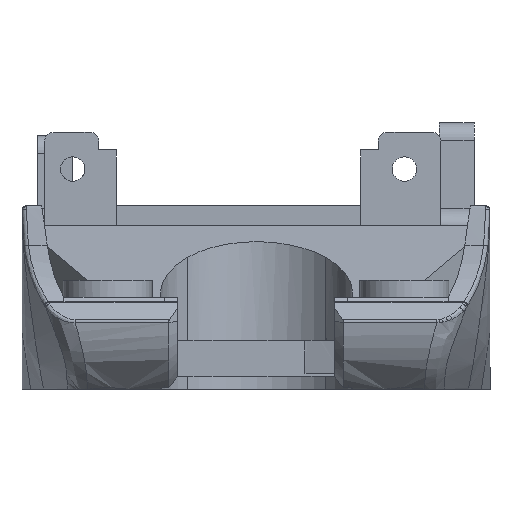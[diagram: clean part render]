
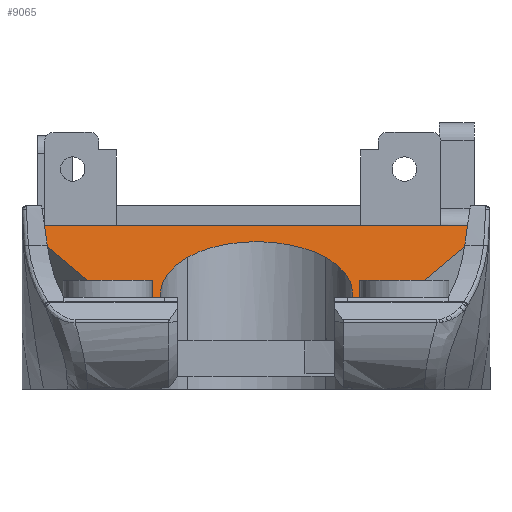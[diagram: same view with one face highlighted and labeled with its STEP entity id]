
A CAD part, front view. The second image highlights one B-rep face of the part: STEP entity #9065.
In plain terms, the highlighted planar face has unit normal (0, -0.445, 0.896).
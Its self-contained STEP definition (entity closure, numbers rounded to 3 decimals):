
#97 =( BOUNDED_CURVE ( )  B_SPLINE_CURVE ( 3, ( #5068, #9993, #521, #14481 ),
 .UNSPECIFIED., .F., .T. ) 
 B_SPLINE_CURVE_WITH_KNOTS ( ( 4, 4 ),
 ( 1.571, 2.294 ),
 .UNSPECIFIED. ) 
 CURVE ( )  GEOMETRIC_REPRESENTATION_ITEM ( )  RATIONAL_B_SPLINE_CURVE ( ( 1., 0.957, 0.957, 1. ) ) 
 REPRESENTATION_ITEM ( '' )  );
#113 = ORIENTED_EDGE ( 'NONE', *, *, #2034, .F. ) ;
#253 = VERTEX_POINT ( 'NONE', #5336 ) ;
#334 = ORIENTED_EDGE ( 'NONE', *, *, #5959, .F. ) ;
#369 = LINE ( 'NONE', #14392, #15113 ) ;
#399 = CARTESIAN_POINT ( 'NONE',  ( -92.408, -48.899, -63.535 ) ) ;
#521 = CARTESIAN_POINT ( 'NONE',  ( -72.585, -48.899, -63.535 ) ) ;
#679 = ORIENTED_EDGE ( 'NONE', *, *, #2890, .F. ) ;
#1170 = VECTOR ( 'NONE', #1304, 1000. ) ;
#1304 = DIRECTION ( 'NONE',  ( -1., 0., 0. ) ) ;
#1495 = VERTEX_POINT ( 'NONE', #14901 ) ;
#1526 = CARTESIAN_POINT ( 'NONE',  ( -99.534, -55.85, -66.985 ) ) ;
#1607 = AXIS2_PLACEMENT_3D ( 'NONE', #2056, #3137, #14781 ) ;
#1779 = CARTESIAN_POINT ( 'NONE',  ( -67.839, -58.7, -68.4 ) ) ;
#2034 = EDGE_CURVE ( 'NONE', #11381, #11192, #2547, .T. ) ;
#2056 = CARTESIAN_POINT ( 'NONE',  ( 444.763, -58.7, -68.4 ) ) ;
#2072 = DIRECTION ( 'NONE',  ( 1., 0., 0. ) ) ;
#2116 = VECTOR ( 'NONE', #10825, 1000. ) ;
#2205 = ORIENTED_EDGE ( 'NONE', *, *, #8907, .F. ) ;
#2210 = CARTESIAN_POINT ( 'NONE',  ( -57.572, -42.196, -60.208 ) ) ;
#2527 = LINE ( 'NONE', #1526, #5358 ) ;
#2547 = LINE ( 'NONE', #4010, #11112 ) ;
#2575 = ORIENTED_EDGE ( 'NONE', *, *, #14680, .F. ) ;
#2592 = DIRECTION ( 'NONE',  ( 0., -0.896, -0.445 ) ) ;
#2653 =( BOUNDED_CURVE ( )  B_SPLINE_CURVE ( 3, ( #6666, #2978, #6596, #8986 ),
 .UNSPECIFIED., .F., .T. ) 
 B_SPLINE_CURVE_WITH_KNOTS ( ( 4, 4 ),
 ( 2.294, 3.99 ),
 .UNSPECIFIED. ) 
 CURVE ( )  GEOMETRIC_REPRESENTATION_ITEM ( )  RATIONAL_B_SPLINE_CURVE ( ( 1., 0.774, 0.774, 1. ) ) 
 REPRESENTATION_ITEM ( '' )  );
#2684 = VERTEX_POINT ( 'NONE', #12919 ) ;
#2722 = ORIENTED_EDGE ( 'NONE', *, *, #5038, .F. ) ;
#2860 = CARTESIAN_POINT ( 'NONE',  ( -93.497, -58.7, -68.4 ) ) ;
#2890 = EDGE_CURVE ( 'NONE', #4360, #2684, #8674, .T. ) ;
#2978 = CARTESIAN_POINT ( 'NONE',  ( -79.106, -41.505, -59.865 ) ) ;
#3137 = DIRECTION ( 'NONE',  ( 0., 0.445, -0.896 ) ) ;
#3861 = CARTESIAN_POINT ( 'NONE',  ( -94.995, -58.7, -68.4 ) ) ;
#3872 = ORIENTED_EDGE ( 'NONE', *, *, #6562, .F. ) ;
#4010 = CARTESIAN_POINT ( 'NONE',  ( -93.497, -58.7, -68.4 ) ) ;
#4108 = EDGE_CURVE ( 'NONE', #12990, #9339, #6538, .T. ) ;
#4186 = CARTESIAN_POINT ( 'NONE',  ( -71.497, -54.858, -66.493 ) ) ;
#4360 = VERTEX_POINT ( 'NONE', #8306 ) ;
#4815 =( BOUNDED_CURVE ( )  B_SPLINE_CURVE ( 3, ( #12820, #6945, #9569, #8346 ),
 .UNSPECIFIED., .F., .T. ) 
 B_SPLINE_CURVE_WITH_KNOTS ( ( 4, 4 ),
 ( 0.005, 1.114 ),
 .UNSPECIFIED. ) 
 CURVE ( )  GEOMETRIC_REPRESENTATION_ITEM ( )  RATIONAL_B_SPLINE_CURVE ( ( 1., 0.9, 0.9, 1. ) ) 
 REPRESENTATION_ITEM ( '' )  );
#4870 = EDGE_LOOP ( 'NONE', ( #7290, #12425, #2205, #5871, #2575, #12966, #6444, #13162, #2722, #679, #7632, #334, #113, #3872 ) ) ;
#4885 = VERTEX_POINT ( 'NONE', #9785 ) ;
#4949 = VERTEX_POINT ( 'NONE', #13646 ) ;
#5038 = EDGE_CURVE ( 'NONE', #2684, #253, #9080, .T. ) ;
#5068 = CARTESIAN_POINT ( 'NONE',  ( -71.497, -54.858, -66.493 ) ) ;
#5161 = CARTESIAN_POINT ( 'NONE',  ( -93.497, -54.858, -66.493 ) ) ;
#5336 = CARTESIAN_POINT ( 'NONE',  ( -57.572, -39.36, -58.8 ) ) ;
#5358 = VECTOR ( 'NONE', #9611, 1000. ) ;
#5871 = ORIENTED_EDGE ( 'NONE', *, *, #4108, .F. ) ;
#5959 = EDGE_CURVE ( 'NONE', #11192, #8412, #6875, .T. ) ;
#6282 = CARTESIAN_POINT ( 'NONE',  ( -97.55, -55.865, -66.993 ) ) ;
#6444 = ORIENTED_EDGE ( 'NONE', *, *, #7365, .F. ) ;
#6484 = CARTESIAN_POINT ( 'NONE',  ( -71.497, -58.7, -68.4 ) ) ;
#6538 = LINE ( 'NONE', #7699, #12120 ) ;
#6562 = EDGE_CURVE ( 'NONE', #9528, #11381, #369, .T. ) ;
#6596 = CARTESIAN_POINT ( 'NONE',  ( -85.887, -41.505, -59.865 ) ) ;
#6666 = CARTESIAN_POINT ( 'NONE',  ( -74.622, -46.59, -62.389 ) ) ;
#6820 = FACE_OUTER_BOUND ( 'NONE', #4870, .T. ) ;
#6875 =( BOUNDED_CURVE ( )  B_SPLINE_CURVE ( 3, ( #8821, #14462, #6282, #7595 ),
 .UNSPECIFIED., .F., .T. ) 
 B_SPLINE_CURVE_WITH_KNOTS ( ( 4, 4 ),
 ( 5.169, 6.276 ),
 .UNSPECIFIED. ) 
 CURVE ( )  GEOMETRIC_REPRESENTATION_ITEM ( )  RATIONAL_B_SPLINE_CURVE ( ( 1., 0.901, 0.901, 1. ) ) 
 REPRESENTATION_ITEM ( '' )  );
#6945 = CARTESIAN_POINT ( 'NONE',  ( -67.584, -55.859, -66.99 ) ) ;
#6954 = LINE ( 'NONE', #13051, #2116 ) ;
#7290 = ORIENTED_EDGE ( 'NONE', *, *, #14639, .F. ) ;
#7341 = CARTESIAN_POINT ( 'NONE',  ( -93.497, -54.858, -66.493 ) ) ;
#7365 = EDGE_CURVE ( 'NONE', #10675, #4885, #8775, .T. ) ;
#7595 = CARTESIAN_POINT ( 'NONE',  ( -99.534, -55.85, -66.985 ) ) ;
#7632 = ORIENTED_EDGE ( 'NONE', *, *, #14942, .F. ) ;
#7699 = CARTESIAN_POINT ( 'NONE',  ( -71.497, -58.7, -68.4 ) ) ;
#7758 = EDGE_CURVE ( 'NONE', #1495, #11440, #2653, .T. ) ;
#7780 = DIRECTION ( 'NONE',  ( 0., 0.896, 0.445 ) ) ;
#8182 = VECTOR ( 'NONE', #2072, 1000. ) ;
#8306 = CARTESIAN_POINT ( 'NONE',  ( -107.572, -42.172, -60.196 ) ) ;
#8346 = CARTESIAN_POINT ( 'NONE',  ( -70.148, -58.7, -68.4 ) ) ;
#8412 = VERTEX_POINT ( 'NONE', #9548 ) ;
#8660 = VECTOR ( 'NONE', #11300, 1000. ) ;
#8674 = LINE ( 'NONE', #11225, #8660 ) ;
#8713 = DIRECTION ( 'NONE',  ( -1., 0., 0. ) ) ;
#8775 = LINE ( 'NONE', #12170, #11667 ) ;
#8821 = CARTESIAN_POINT ( 'NONE',  ( -94.995, -58.7, -68.4 ) ) ;
#8907 = EDGE_CURVE ( 'NONE', #9339, #1495, #97, .T. ) ;
#8986 = CARTESIAN_POINT ( 'NONE',  ( -90.372, -46.59, -62.389 ) ) ;
#9065 = ADVANCED_FACE ( 'NONE', ( #6820 ), #15085, .F. ) ;
#9080 = LINE ( 'NONE', #12638, #8182 ) ;
#9339 = VERTEX_POINT ( 'NONE', #4186 ) ;
#9436 = EDGE_CURVE ( 'NONE', #4885, #4949, #4815, .T. ) ;
#9528 = VERTEX_POINT ( 'NONE', #7341 ) ;
#9548 = CARTESIAN_POINT ( 'NONE',  ( -99.534, -55.85, -66.985 ) ) ;
#9569 = CARTESIAN_POINT ( 'NONE',  ( -69.271, -56.915, -67.514 ) ) ;
#9611 = DIRECTION ( 'NONE',  ( -0.466, 0.793, 0.393 ) ) ;
#9785 = CARTESIAN_POINT ( 'NONE',  ( -65.595, -55.85, -66.985 ) ) ;
#9993 = CARTESIAN_POINT ( 'NONE',  ( -71.497, -51.779, -64.965 ) ) ;
#10451 =( BOUNDED_CURVE ( )  B_SPLINE_CURVE ( 3, ( #13191, #399, #13416, #5161 ),
 .UNSPECIFIED., .F., .T. ) 
 B_SPLINE_CURVE_WITH_KNOTS ( ( 4, 4 ),
 ( 3.99, 4.712 ),
 .UNSPECIFIED. ) 
 CURVE ( )  GEOMETRIC_REPRESENTATION_ITEM ( )  RATIONAL_B_SPLINE_CURVE ( ( 1., 0.957, 0.957, 1. ) ) 
 REPRESENTATION_ITEM ( '' )  );
#10675 = VERTEX_POINT ( 'NONE', #2210 ) ;
#10825 = DIRECTION ( 'NONE',  ( 0., -0.896, -0.445 ) ) ;
#11112 = VECTOR ( 'NONE', #8713, 1000. ) ;
#11192 = VERTEX_POINT ( 'NONE', #3861 ) ;
#11225 = CARTESIAN_POINT ( 'NONE',  ( -107.572, -58.7, -68.4 ) ) ;
#11300 = DIRECTION ( 'NONE',  ( 0., 0.896, 0.445 ) ) ;
#11381 = VERTEX_POINT ( 'NONE', #2860 ) ;
#11440 = VERTEX_POINT ( 'NONE', #13738 ) ;
#11667 = VECTOR ( 'NONE', #14642, 1000. ) ;
#11798 = EDGE_CURVE ( 'NONE', #253, #10675, #6954, .T. ) ;
#12120 = VECTOR ( 'NONE', #7780, 1000. ) ;
#12170 = CARTESIAN_POINT ( 'NONE',  ( -57.572, -42.196, -60.208 ) ) ;
#12425 = ORIENTED_EDGE ( 'NONE', *, *, #7758, .F. ) ;
#12638 = CARTESIAN_POINT ( 'NONE',  ( 444.763, -39.36, -58.8 ) ) ;
#12820 = CARTESIAN_POINT ( 'NONE',  ( -65.595, -55.85, -66.985 ) ) ;
#12919 = CARTESIAN_POINT ( 'NONE',  ( -107.572, -39.36, -58.8 ) ) ;
#12966 = ORIENTED_EDGE ( 'NONE', *, *, #9436, .F. ) ;
#12990 = VERTEX_POINT ( 'NONE', #6484 ) ;
#13051 = CARTESIAN_POINT ( 'NONE',  ( -57.572, -39.36, -58.8 ) ) ;
#13162 = ORIENTED_EDGE ( 'NONE', *, *, #11798, .F. ) ;
#13191 = CARTESIAN_POINT ( 'NONE',  ( -90.372, -46.59, -62.389 ) ) ;
#13416 = CARTESIAN_POINT ( 'NONE',  ( -93.497, -51.779, -64.965 ) ) ;
#13646 = CARTESIAN_POINT ( 'NONE',  ( -70.148, -58.7, -68.4 ) ) ;
#13738 = CARTESIAN_POINT ( 'NONE',  ( -90.372, -46.59, -62.389 ) ) ;
#13877 = LINE ( 'NONE', #1779, #1170 ) ;
#14392 = CARTESIAN_POINT ( 'NONE',  ( -93.497, -58.7, -68.4 ) ) ;
#14462 = CARTESIAN_POINT ( 'NONE',  ( -95.87, -56.92, -67.516 ) ) ;
#14481 = CARTESIAN_POINT ( 'NONE',  ( -74.622, -46.59, -62.389 ) ) ;
#14639 = EDGE_CURVE ( 'NONE', #11440, #9528, #10451, .T. ) ;
#14642 = DIRECTION ( 'NONE',  ( -0.466, -0.793, -0.393 ) ) ;
#14680 = EDGE_CURVE ( 'NONE', #4949, #12990, #13877, .T. ) ;
#14781 = DIRECTION ( 'NONE',  ( 0., 0.896, 0.445 ) ) ;
#14901 = CARTESIAN_POINT ( 'NONE',  ( -74.622, -46.59, -62.389 ) ) ;
#14942 = EDGE_CURVE ( 'NONE', #8412, #4360, #2527, .T. ) ;
#15085 = PLANE ( 'NONE',  #1607 ) ;
#15113 = VECTOR ( 'NONE', #2592, 1000. ) ;
